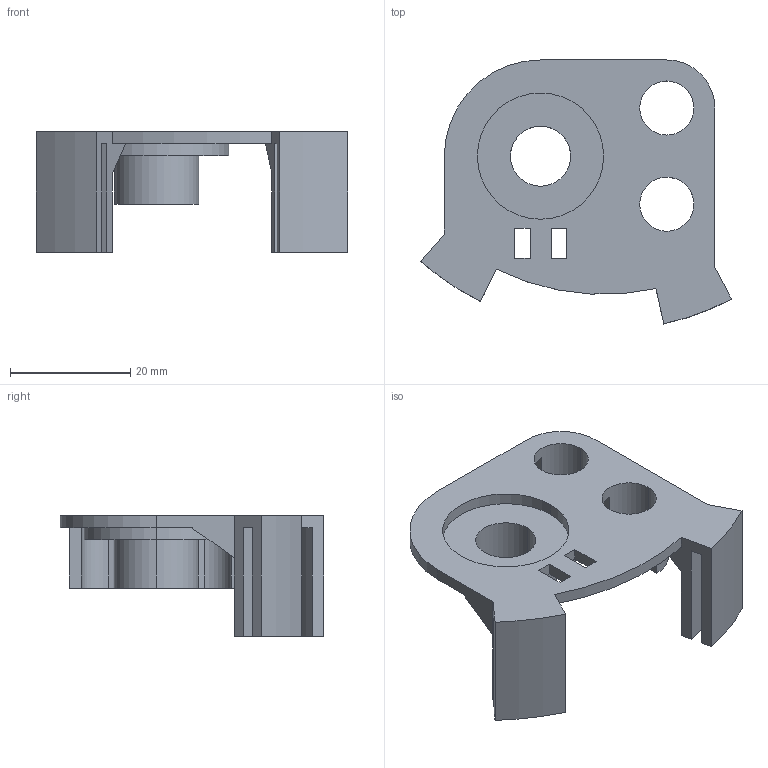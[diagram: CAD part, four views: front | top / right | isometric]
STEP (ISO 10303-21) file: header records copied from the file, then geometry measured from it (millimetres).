
FILE_DESCRIPTION (( 'STEP AP214' ), '1' );
FILE_NAME ('SoporteHumidificador.STEP', '2024-03-12T12:17:01', ( '' ), ( '' ), 'SwSTEP 2.0', 'SolidWorks 2018', '' );
FILE_SCHEMA (( 'AUTOMOTIVE_DESIGN' ));
Length unit declared in the file: millimetre
Products named in the file (1): SoporteHumidificador
Bounding box: 51.75 x 43.9 x 20 mm (x, y, z)
Volume: 6366.1 mm3; surface area: 7107.1 mm2
Topology: 1 solids, 1 shells, 61 faces, 166 edges, 110 vertices
Faces by surface type: plane 32, cylinder 27, cone 2
Entity records: 2000 total; most frequent: DIRECTION 348, CARTESIAN_POINT 344, ORIENTED_EDGE 332, EDGE_CURVE 166, AXIS2_PLACEMENT_3D 122, VERTEX_POINT 110, LINE 104, VECTOR 104
